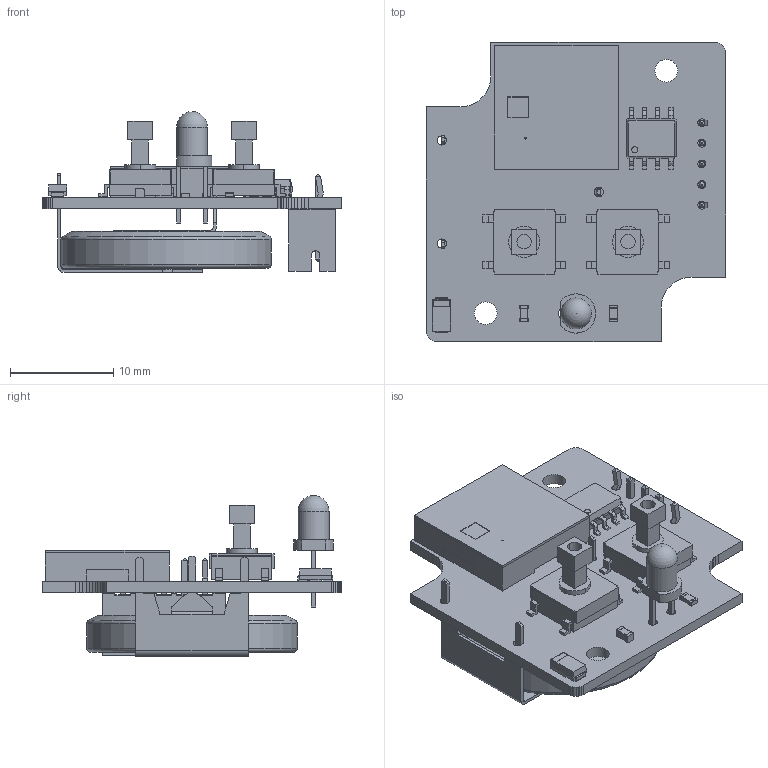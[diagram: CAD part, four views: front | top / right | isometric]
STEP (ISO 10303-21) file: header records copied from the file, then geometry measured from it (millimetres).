
FILE_DESCRIPTION(('KiCad electronic assembly'),'2;1');
FILE_NAME('KitchenTimer.step','2024-04-10T09:27:00',('Pcbnew'),('Kicad') ,'Open CASCADE STEP processor 7.6','KiCad to STEP converter','Unknown' );
FILE_SCHEMA(('AUTOMOTIVE_DESIGN { 1 0 10303 214 1 1 1 1 }'));
Length unit declared in the file: millimetre
Products named in the file (20): KitchenTimer 1; SW_SPST_Omron_B3FS-105xP; LED_D3.0mm; R_0603_1608Metric; C_0603_1608Metric; CP_EIA-3216-10_Kemet-I; CP_EIA_3216_10_Kemet_I; PKLCS1212E2XXX; User Library-PKLCS1212E2XXX; SOIC-8_3.9x4.9mm_P1.27mm; SOIC_8_39x49mm_P127mm; JST_PH_B5B-PH-K_1x05_P2.00mm_Vertical; JST_B5B_PH_K; CR2032_1GUF; KitchenTimer PCB
Assembly tree (20 placements, depth 3):
  KitchenTimer 1
    SW_SPST_Omron_B3FS-105xP  x2
      SW_SPST_Omron_B3FS-105xP
    LED_D3.0mm
      LED_D3.0mm
    R_0603_1608Metric
      R_0603_1608Metric
    C_0603_1608Metric
      C_0603_1608Metric
    CP_EIA-3216-10_Kemet-I
      CP_EIA_3216_10_Kemet_I
    PKLCS1212E2XXX
      User Library-PKLCS1212E2XXX
    SOIC-8_3.9x4.9mm_P1.27mm
      SOIC_8_39x49mm_P127mm
    JST_PH_B5B-PH-K_1x05_P2.00mm_Vertical
      JST_B5B_PH_K
    CR2032_1GUF
      CR2032_1GUF
    KitchenTimer PCB
Bounding box: 29 x 29 x 15.59 mm (x, y, z)
Volume: 2644.9 mm3; surface area: 6783.2 mm2
Topology: 19 solids, 19 shells, 972 faces, 2520 edges, 1636 vertices
Faces by surface type: plane 715, bspline 120, cylinder 108, torus 26, cone 2, sphere 1
Full cylindrical faces by diameter (mm): 0.3 x6, 0.6 x1, 0.75 x5, 0.9 x5, 2.2 x2, 3 x1, 16.2 x2, 20 x2, 20.4 x1
Entity records: 62626 total; most frequent: CARTESIAN_POINT 13046, DIRECTION 7997, LINE 5781, VECTOR 5781, ORIENTED_EDGE 4626, PCURVE 4626, DEFINITIONAL_REPRESENTATION 4626, EDGE_CURVE 2313
